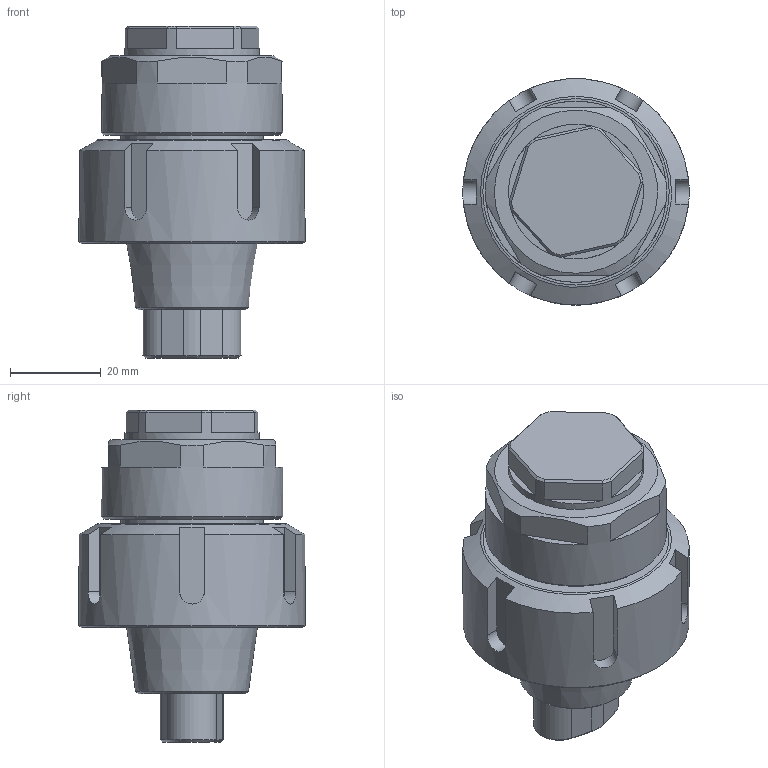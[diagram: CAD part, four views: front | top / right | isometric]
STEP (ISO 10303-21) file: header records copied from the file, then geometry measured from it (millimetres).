
FILE_DESCRIPTION (( 'STEP AP214' ), '1' );
FILE_NAME ('UCER32E-ER25I.STEP', '2023-04-06T05:42:29', ( '' ), ( '' ), 'SwSTEP 2.0', 'SolidWorks 2016', '' );
FILE_SCHEMA (( 'AUTOMOTIVE_DESIGN' ));
Length unit declared in the file: millimetre
Products named in the file (1): UCER32E-ER25I
Bounding box: 50 x 50 x 73.29 mm (x, y, z)
Volume: 79935.7 mm3; surface area: 13150 mm2
Topology: 1 solids, 1 shells, 382 faces, 1014 edges, 669 vertices
Faces by surface type: plane 260, bspline 65, cylinder 40, cone 16, torus 1
Full cylindrical faces by diameter (mm): 1.7 x1, 2.1 x1, 6.366 x1, 29.8 x1, 31.6 x1, 40 x1, 50 x1
Entity records: 19263 total; most frequent: CARTESIAN_POINT 6473, ORIENTED_EDGE 1984, DIRECTION 1575, EDGE_CURVE 992, VECTOR 701, LINE 701, VERTEX_POINT 661, AXIS2_PLACEMENT_3D 437
